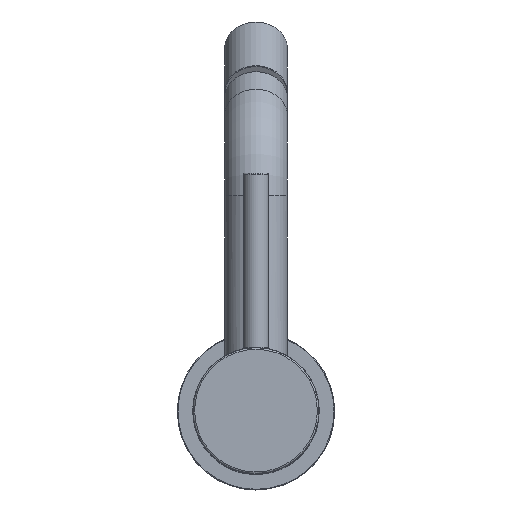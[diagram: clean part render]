
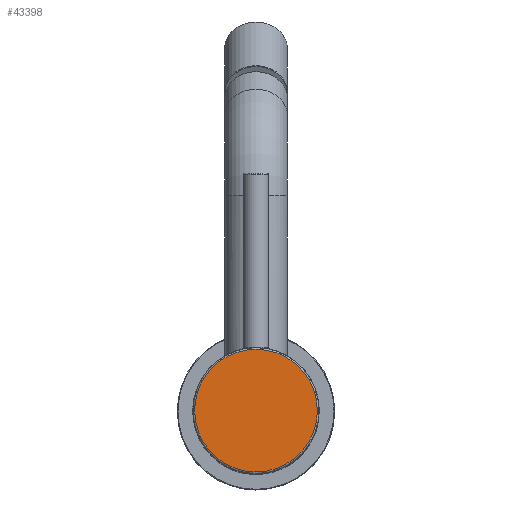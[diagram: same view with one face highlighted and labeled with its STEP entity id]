
A CAD part, top view. The second image highlights one B-rep face of the part: STEP entity #43398.
In plain terms, the highlighted planar face has unit normal (0, 0, 1).
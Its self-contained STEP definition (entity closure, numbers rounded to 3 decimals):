
#43343=CARTESIAN_POINT('',(-19.5,13.322,108.795));
#43344=VERTEX_POINT('',#43343);
#43356=CARTESIAN_POINT('',(-0.,32.905,108.795));
#43357=VERTEX_POINT('',#43356);
#43358=CARTESIAN_POINT('',(-0.,13.405,108.795));
#43359=DIRECTION('',(-0.,-0.,-1.));
#43360=DIRECTION('',(0.,1.,-0.));
#43361=AXIS2_PLACEMENT_3D('',#43358,#43359,#43360);
#43362=CIRCLE('',#43361,19.5);
#43363=EDGE_CURVE('',#43344,#43357,#43362,.T.);
#43365=CARTESIAN_POINT('',(-0.,13.405,108.795));
#43366=DIRECTION('',(-0.,-0.,-1.));
#43367=DIRECTION('',(0.,1.,-0.));
#43368=AXIS2_PLACEMENT_3D('',#43365,#43366,#43367);
#43369=CIRCLE('',#43368,19.5);
#43370=EDGE_CURVE('',#43357,#43344,#43369,.T.);
#43389=CARTESIAN_POINT('',(-0.,13.405,108.795));
#43390=DIRECTION('',(0.,0.,1.));
#43391=DIRECTION('',(-1.,0.,-0.));
#43392=AXIS2_PLACEMENT_3D('',#43389,#43390,#43391);
#43393=PLANE('',#43392);
#43394=ORIENTED_EDGE('',*,*,#43363,.F.);
#43395=ORIENTED_EDGE('',*,*,#43370,.F.);
#43396=EDGE_LOOP('',(#43394,#43395));
#43397=FACE_BOUND('',#43396,.T.);
#43398=ADVANCED_FACE('',(#43397),#43393,.T.);
